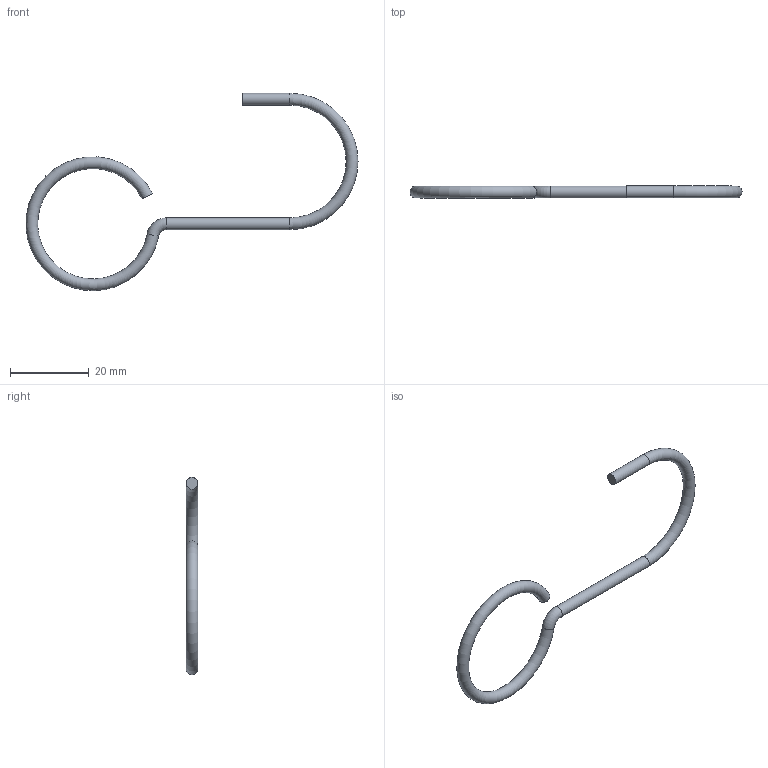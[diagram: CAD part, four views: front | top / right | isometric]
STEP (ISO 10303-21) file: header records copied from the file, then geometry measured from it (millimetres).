
FILE_DESCRIPTION(/* description */ (''),/* implementation_level */ '2;1');
FILE_NAME(/* name */ 'M-094 Aufnahmehaken gerade, schwarz.stp',/* time_stamp */ '2020-08-12T08:50:24+02:00',/* author */ ('jmaun'),/* organization */ (''),/* preprocessor_version */ 'ST-DEVELOPER v17',/* originating_system */ 'Autodesk Inventor 2019',/* authorisation */ '');
FILE_SCHEMA (('AUTOMOTIVE_DESIGN { 1 0 10303 214 3 1 1 }'));
Length unit declared in the file: millimetre
Products named in the file (1): M-094 Aufnahmehaken gerade, schwarz
Bounding box: 84.28 x 3 x 50.12 mm (x, y, z)
Volume: 1308.1 mm3; surface area: 1758.2 mm2
Topology: 1 solids, 1 shells, 7 faces, 16 edges, 11 vertices
Faces by surface type: torus 3, plane 2, cylinder 2
Full cylindrical faces by diameter (mm): 3 x2
Entity records: 258 total; most frequent: DIRECTION 46, CARTESIAN_POINT 35, ORIENTED_EDGE 32, AXIS2_PLACEMENT_3D 22, EDGE_CURVE 16, CIRCLE 14, VERTEX_POINT 11, FACE_OUTER_BOUND 7
